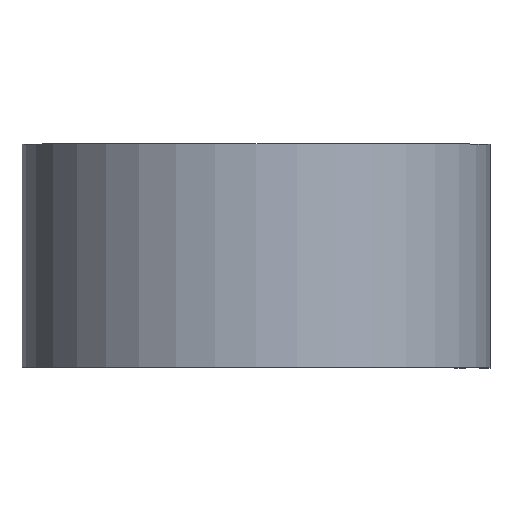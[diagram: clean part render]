
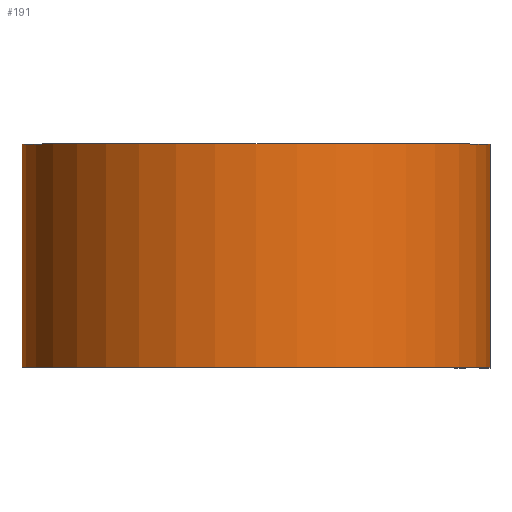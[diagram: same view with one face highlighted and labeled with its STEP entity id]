
A CAD part, top view. The second image highlights one B-rep face of the part: STEP entity #191.
In plain terms, the highlighted cylindrical face has radius 26.619 mm (diameter 53.238 mm), a partial arc.
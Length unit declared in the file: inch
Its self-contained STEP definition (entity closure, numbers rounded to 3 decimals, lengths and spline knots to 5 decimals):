
#36 = CARTESIAN_POINT ( 'NONE',  ( 0., 0.5, -1.048 ) ) ;
#74 = EDGE_CURVE ( 'NONE', #543, #272, #329, .T. ) ;
#126 = DIRECTION ( 'NONE',  ( 0., -1., 0. ) ) ;
#151 = EDGE_CURVE ( 'NONE', #532, #272, #376, .T. ) ;
#153 = DIRECTION ( 'NONE',  ( 0., 1., 0. ) ) ;
#160 = CARTESIAN_POINT ( 'NONE',  ( 1.048, 0.5, 0. ) ) ;
#186 = EDGE_CURVE ( 'NONE', #266, #543, #396, .T. ) ;
#191 = ADVANCED_FACE ( 'NONE', ( #400 ), #422, .T. ) ;
#206 = DIRECTION ( 'NONE',  ( 0., -1., 0. ) ) ;
#253 = CARTESIAN_POINT ( 'NONE',  ( 1.048, -0.5, 0. ) ) ;
#266 = VERTEX_POINT ( 'NONE', #324 ) ;
#272 = VERTEX_POINT ( 'NONE', #253 ) ;
#280 = ORIENTED_EDGE ( 'NONE', *, *, #673, .F. ) ;
#283 = EDGE_LOOP ( 'NONE', ( #594, #323, #280, #307 ) ) ;
#307 = ORIENTED_EDGE ( 'NONE', *, *, #186, .T. ) ;
#323 = ORIENTED_EDGE ( 'NONE', *, *, #151, .F. ) ;
#324 = CARTESIAN_POINT ( 'NONE',  ( 0., 0.5, -1.048 ) ) ;
#329 = CIRCLE ( 'NONE', #603, 1.048 ) ;
#349 = CARTESIAN_POINT ( 'NONE',  ( 0., 0.5, 0. ) ) ;
#376 = LINE ( 'NONE', #160, #383 ) ;
#383 = VECTOR ( 'NONE', #206, 39.37008 ) ;
#396 = LINE ( 'NONE', #36, #399 ) ;
#399 = VECTOR ( 'NONE', #126, 39.37008 ) ;
#400 = FACE_OUTER_BOUND ( 'NONE', #283, .T. ) ;
#408 = DIRECTION ( 'NONE',  ( 0., 1., 0. ) ) ;
#409 = DIRECTION ( 'NONE',  ( 0., 0., -1. ) ) ;
#413 = DIRECTION ( 'NONE',  ( 1., 0., 0. ) ) ;
#422 = CYLINDRICAL_SURFACE ( 'NONE', #721, 1.048 ) ;
#456 = CIRCLE ( 'NONE', #675, 1.048 ) ;
#532 = VERTEX_POINT ( 'NONE', #559 ) ;
#536 = CARTESIAN_POINT ( 'NONE',  ( 0., -0.5, -1.048 ) ) ;
#543 = VERTEX_POINT ( 'NONE', #536 ) ;
#545 = DIRECTION ( 'NONE',  ( 0., -1., 0. ) ) ;
#557 = CARTESIAN_POINT ( 'NONE',  ( 0., -0.5, 0. ) ) ;
#559 = CARTESIAN_POINT ( 'NONE',  ( 1.048, 0.5, 0. ) ) ;
#594 = ORIENTED_EDGE ( 'NONE', *, *, #74, .T. ) ;
#603 = AXIS2_PLACEMENT_3D ( 'NONE', #557, #153, #643 ) ;
#643 = DIRECTION ( 'NONE',  ( 1., 0., 0. ) ) ;
#673 = EDGE_CURVE ( 'NONE', #266, #532, #456, .T. ) ;
#675 = AXIS2_PLACEMENT_3D ( 'NONE', #349, #408, #413 ) ;
#713 = CARTESIAN_POINT ( 'NONE',  ( 0., 0.5, 0. ) ) ;
#721 = AXIS2_PLACEMENT_3D ( 'NONE', #713, #545, #409 ) ;
